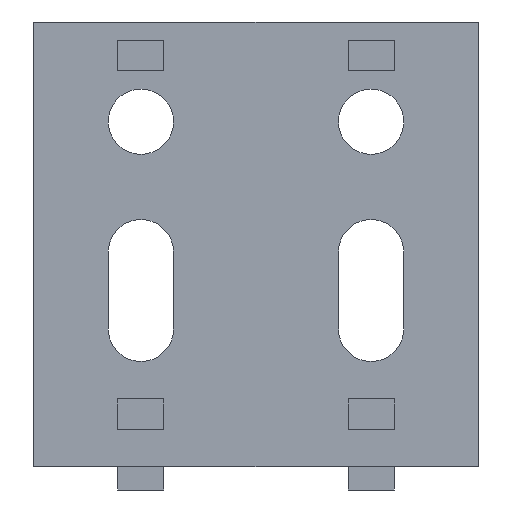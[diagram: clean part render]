
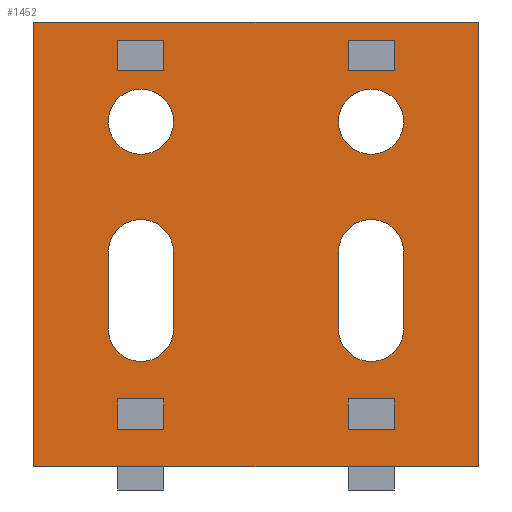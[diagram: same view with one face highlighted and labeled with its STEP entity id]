
A CAD part, left-side view. The second image highlights one B-rep face of the part: STEP entity #1452.
In plain terms, the highlighted planar face has unit normal (-1, 0, 0).
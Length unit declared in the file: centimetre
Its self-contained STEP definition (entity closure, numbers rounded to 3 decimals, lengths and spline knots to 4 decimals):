
#30=FACE_BOUND('',#243,.T.);
#31=FACE_BOUND('',#244,.T.);
#32=FACE_BOUND('',#245,.T.);
#33=FACE_BOUND('',#246,.T.);
#34=FACE_BOUND('',#247,.T.);
#35=FACE_BOUND('',#248,.T.);
#36=FACE_BOUND('',#249,.T.);
#37=FACE_BOUND('',#250,.T.);
#46=CIRCLE('',#1500,0.425);
#48=CIRCLE('',#1504,0.425);
#50=CIRCLE('',#1508,0.425);
#52=CIRCLE('',#1512,0.425);
#54=CIRCLE('',#1515,0.425);
#56=CIRCLE('',#1518,0.425);
#154=FACE_OUTER_BOUND('',#242,.T.);
#242=EDGE_LOOP('',(#1242,#1243,#1244,#1245));
#243=EDGE_LOOP('',(#1246,#1247,#1248,#1249));
#244=EDGE_LOOP('',(#1250,#1251,#1252,#1253));
#245=EDGE_LOOP('',(#1254,#1255,#1256,#1257));
#246=EDGE_LOOP('',(#1258,#1259,#1260,#1261));
#247=EDGE_LOOP('',(#1262,#1263,#1264,#1265));
#248=EDGE_LOOP('',(#1266,#1267,#1268,#1269));
#249=EDGE_LOOP('',(#1270));
#250=EDGE_LOOP('',(#1271));
#310=LINE('',#2034,#480);
#314=LINE('',#2042,#484);
#317=LINE('',#2048,#487);
#320=LINE('',#2053,#490);
#322=LINE('',#2059,#492);
#326=LINE('',#2067,#496);
#329=LINE('',#2073,#499);
#332=LINE('',#2078,#502);
#334=LINE('',#2084,#504);
#338=LINE('',#2092,#508);
#341=LINE('',#2098,#511);
#344=LINE('',#2103,#514);
#346=LINE('',#2109,#516);
#350=LINE('',#2117,#520);
#353=LINE('',#2123,#523);
#356=LINE('',#2128,#526);
#358=LINE('',#2134,#528);
#363=LINE('',#2148,#533);
#366=LINE('',#2158,#536);
#371=LINE('',#2172,#541);
#425=LINE('',#2320,#595);
#427=LINE('',#2324,#597);
#428=LINE('',#2326,#598);
#429=LINE('',#2327,#599);
#480=VECTOR('',#1650,1.);
#484=VECTOR('',#1656,1.);
#487=VECTOR('',#1661,1.);
#490=VECTOR('',#1666,1.);
#492=VECTOR('',#1672,1.);
#496=VECTOR('',#1678,1.);
#499=VECTOR('',#1683,1.);
#502=VECTOR('',#1688,1.);
#504=VECTOR('',#1694,1.);
#508=VECTOR('',#1700,1.);
#511=VECTOR('',#1705,1.);
#514=VECTOR('',#1710,1.);
#516=VECTOR('',#1716,1.);
#520=VECTOR('',#1722,1.);
#523=VECTOR('',#1727,1.);
#526=VECTOR('',#1732,1.);
#528=VECTOR('',#1738,1.);
#533=VECTOR('',#1751,1.);
#536=VECTOR('',#1762,1.);
#541=VECTOR('',#1775,1.);
#595=VECTOR('',#1915,1.);
#597=VECTOR('',#1919,1.);
#598=VECTOR('',#1920,1.);
#599=VECTOR('',#1921,1.);
#634=VERTEX_POINT('',#2032);
#635=VERTEX_POINT('',#2033);
#638=VERTEX_POINT('',#2041);
#640=VERTEX_POINT('',#2047);
#642=VERTEX_POINT('',#2057);
#643=VERTEX_POINT('',#2058);
#646=VERTEX_POINT('',#2066);
#648=VERTEX_POINT('',#2072);
#650=VERTEX_POINT('',#2082);
#651=VERTEX_POINT('',#2083);
#654=VERTEX_POINT('',#2091);
#656=VERTEX_POINT('',#2097);
#658=VERTEX_POINT('',#2107);
#659=VERTEX_POINT('',#2108);
#662=VERTEX_POINT('',#2116);
#664=VERTEX_POINT('',#2122);
#666=VERTEX_POINT('',#2132);
#667=VERTEX_POINT('',#2133);
#670=VERTEX_POINT('',#2141);
#672=VERTEX_POINT('',#2147);
#674=VERTEX_POINT('',#2156);
#675=VERTEX_POINT('',#2157);
#678=VERTEX_POINT('',#2165);
#680=VERTEX_POINT('',#2171);
#682=VERTEX_POINT('',#2180);
#684=VERTEX_POINT('',#2185);
#730=VERTEX_POINT('',#2317);
#731=VERTEX_POINT('',#2319);
#732=VERTEX_POINT('',#2323);
#733=VERTEX_POINT('',#2325);
#782=EDGE_CURVE('',#634,#635,#310,.T.);
#786=EDGE_CURVE('',#635,#638,#314,.T.);
#789=EDGE_CURVE('',#638,#640,#317,.T.);
#792=EDGE_CURVE('',#640,#634,#320,.T.);
#794=EDGE_CURVE('',#642,#643,#322,.T.);
#798=EDGE_CURVE('',#643,#646,#326,.T.);
#801=EDGE_CURVE('',#646,#648,#329,.T.);
#804=EDGE_CURVE('',#648,#642,#332,.T.);
#806=EDGE_CURVE('',#650,#651,#334,.T.);
#810=EDGE_CURVE('',#651,#654,#338,.T.);
#813=EDGE_CURVE('',#654,#656,#341,.T.);
#816=EDGE_CURVE('',#656,#650,#344,.T.);
#818=EDGE_CURVE('',#658,#659,#346,.T.);
#822=EDGE_CURVE('',#659,#662,#350,.T.);
#825=EDGE_CURVE('',#662,#664,#353,.T.);
#828=EDGE_CURVE('',#664,#658,#356,.T.);
#830=EDGE_CURVE('',#666,#667,#358,.T.);
#834=EDGE_CURVE('',#667,#670,#46,.T.);
#837=EDGE_CURVE('',#670,#672,#363,.T.);
#840=EDGE_CURVE('',#672,#666,#48,.T.);
#842=EDGE_CURVE('',#674,#675,#366,.T.);
#846=EDGE_CURVE('',#675,#678,#50,.T.);
#849=EDGE_CURVE('',#678,#680,#371,.T.);
#852=EDGE_CURVE('',#680,#674,#52,.T.);
#854=EDGE_CURVE('',#682,#682,#54,.T.);
#856=EDGE_CURVE('',#684,#684,#56,.T.);
#921=EDGE_CURVE('',#731,#730,#425,.T.);
#923=EDGE_CURVE('',#731,#732,#427,.T.);
#924=EDGE_CURVE('',#733,#730,#428,.T.);
#925=EDGE_CURVE('',#732,#733,#429,.T.);
#1242=ORIENTED_EDGE('',*,*,#923,.F.);
#1243=ORIENTED_EDGE('',*,*,#921,.T.);
#1244=ORIENTED_EDGE('',*,*,#924,.F.);
#1245=ORIENTED_EDGE('',*,*,#925,.F.);
#1246=ORIENTED_EDGE('',*,*,#782,.T.);
#1247=ORIENTED_EDGE('',*,*,#786,.T.);
#1248=ORIENTED_EDGE('',*,*,#789,.T.);
#1249=ORIENTED_EDGE('',*,*,#792,.T.);
#1250=ORIENTED_EDGE('',*,*,#794,.T.);
#1251=ORIENTED_EDGE('',*,*,#798,.T.);
#1252=ORIENTED_EDGE('',*,*,#801,.T.);
#1253=ORIENTED_EDGE('',*,*,#804,.T.);
#1254=ORIENTED_EDGE('',*,*,#806,.T.);
#1255=ORIENTED_EDGE('',*,*,#810,.T.);
#1256=ORIENTED_EDGE('',*,*,#813,.T.);
#1257=ORIENTED_EDGE('',*,*,#816,.T.);
#1258=ORIENTED_EDGE('',*,*,#818,.T.);
#1259=ORIENTED_EDGE('',*,*,#822,.T.);
#1260=ORIENTED_EDGE('',*,*,#825,.T.);
#1261=ORIENTED_EDGE('',*,*,#828,.T.);
#1262=ORIENTED_EDGE('',*,*,#830,.T.);
#1263=ORIENTED_EDGE('',*,*,#834,.T.);
#1264=ORIENTED_EDGE('',*,*,#837,.T.);
#1265=ORIENTED_EDGE('',*,*,#840,.T.);
#1266=ORIENTED_EDGE('',*,*,#842,.T.);
#1267=ORIENTED_EDGE('',*,*,#846,.T.);
#1268=ORIENTED_EDGE('',*,*,#849,.T.);
#1269=ORIENTED_EDGE('',*,*,#852,.T.);
#1270=ORIENTED_EDGE('',*,*,#854,.T.);
#1271=ORIENTED_EDGE('',*,*,#856,.T.);
#1376=PLANE('',#1554);
#1452=ADVANCED_FACE('',(#154,#30,#31,#32,#33,#34,#35,#36,#37),#1376,.T.);
#1500=AXIS2_PLACEMENT_3D('',#2142,#1744,#1745);
#1504=AXIS2_PLACEMENT_3D('',#2153,#1756,#1757);
#1508=AXIS2_PLACEMENT_3D('',#2166,#1768,#1769);
#1512=AXIS2_PLACEMENT_3D('',#2177,#1780,#1781);
#1515=AXIS2_PLACEMENT_3D('',#2181,#1786,#1787);
#1518=AXIS2_PLACEMENT_3D('',#2186,#1792,#1793);
#1554=AXIS2_PLACEMENT_3D('',#2322,#1917,#1918);
#1650=DIRECTION('',(0.,1.,0.));
#1656=DIRECTION('',(0.,0.,1.));
#1661=DIRECTION('',(0.,-1.,0.));
#1666=DIRECTION('',(0.,0.,-1.));
#1672=DIRECTION('',(0.,0.,1.));
#1678=DIRECTION('',(0.,-1.,0.));
#1683=DIRECTION('',(0.,0.,-1.));
#1688=DIRECTION('',(0.,1.,0.));
#1694=DIRECTION('',(0.,0.,1.));
#1700=DIRECTION('',(0.,-1.,0.));
#1705=DIRECTION('',(0.,0.,-1.));
#1710=DIRECTION('',(0.,1.,0.));
#1716=DIRECTION('',(0.,0.,1.));
#1722=DIRECTION('',(0.,-1.,0.));
#1727=DIRECTION('',(0.,0.,-1.));
#1732=DIRECTION('',(0.,1.,0.));
#1738=DIRECTION('',(0.,0.,1.));
#1744=DIRECTION('center_axis',(1.,0.,0.));
#1745=DIRECTION('ref_axis',(0.,1.,0.));
#1751=DIRECTION('',(0.,0.,-1.));
#1756=DIRECTION('center_axis',(1.,0.,0.));
#1757=DIRECTION('ref_axis',(0.,-1.,0.));
#1762=DIRECTION('',(0.,0.,1.));
#1768=DIRECTION('center_axis',(1.,0.,0.));
#1769=DIRECTION('ref_axis',(0.,1.,0.));
#1775=DIRECTION('',(0.,0.,-1.));
#1780=DIRECTION('center_axis',(1.,0.,0.));
#1781=DIRECTION('ref_axis',(0.,-1.,0.));
#1786=DIRECTION('center_axis',(1.,0.,0.));
#1787=DIRECTION('ref_axis',(0.,0.,-1.));
#1792=DIRECTION('center_axis',(1.,0.,0.));
#1793=DIRECTION('ref_axis',(0.,0.,-1.));
#1915=DIRECTION('',(0.,1.,0.));
#1917=DIRECTION('center_axis',(-1.,0.,0.));
#1918=DIRECTION('ref_axis',(0.,0.,1.));
#1919=DIRECTION('',(0.,0.,-1.));
#1920=DIRECTION('',(0.,0.,1.));
#1921=DIRECTION('',(0.,1.,0.));
#2032=CARTESIAN_POINT('',(0.,1.1,0.4875));
#2033=CARTESIAN_POINT('',(0.,1.7,0.4875));
#2034=CARTESIAN_POINT('',(0.,0.85,0.4875));
#2041=CARTESIAN_POINT('',(0.,1.7,0.8875));
#2042=CARTESIAN_POINT('',(0.,1.7,0.4438));
#2047=CARTESIAN_POINT('',(0.,1.1,0.8875));
#2048=CARTESIAN_POINT('',(0.,0.55,0.8875));
#2053=CARTESIAN_POINT('',(0.,1.1,0.2438));
#2057=CARTESIAN_POINT('',(0.,4.7,0.4875));
#2058=CARTESIAN_POINT('',(0.,4.7,0.8875));
#2059=CARTESIAN_POINT('',(0.,4.7,0.4438));
#2066=CARTESIAN_POINT('',(0.,4.1,0.8875));
#2067=CARTESIAN_POINT('',(0.,2.05,0.8875));
#2072=CARTESIAN_POINT('',(0.,4.1,0.4875));
#2073=CARTESIAN_POINT('',(0.,4.1,0.2438));
#2078=CARTESIAN_POINT('',(0.,2.35,0.4875));
#2082=CARTESIAN_POINT('',(0.,1.7,5.1625));
#2083=CARTESIAN_POINT('',(0.,1.7,5.5625));
#2084=CARTESIAN_POINT('',(0.,1.7,2.7813));
#2091=CARTESIAN_POINT('',(0.,1.1,5.5625));
#2092=CARTESIAN_POINT('',(0.,0.55,5.5625));
#2097=CARTESIAN_POINT('',(0.,1.1,5.1625));
#2098=CARTESIAN_POINT('',(0.,1.1,2.5813));
#2103=CARTESIAN_POINT('',(0.,0.85,5.1625));
#2107=CARTESIAN_POINT('',(0.,4.7,5.1625));
#2108=CARTESIAN_POINT('',(0.,4.7,5.5625));
#2109=CARTESIAN_POINT('',(0.,4.7,2.7813));
#2116=CARTESIAN_POINT('',(0.,4.1,5.5625));
#2117=CARTESIAN_POINT('',(0.,2.05,5.5625));
#2122=CARTESIAN_POINT('',(0.,4.1,5.1625));
#2123=CARTESIAN_POINT('',(0.,4.1,2.5813));
#2128=CARTESIAN_POINT('',(0.,2.35,5.1625));
#2132=CARTESIAN_POINT('',(0.,4.825,1.8));
#2133=CARTESIAN_POINT('',(0.,4.825,2.8));
#2134=CARTESIAN_POINT('',(0.,4.825,1.4));
#2141=CARTESIAN_POINT('',(0.,3.975,2.8));
#2142=CARTESIAN_POINT('Origin',(0.,4.4,2.8));
#2147=CARTESIAN_POINT('',(0.,3.975,1.8));
#2148=CARTESIAN_POINT('',(0.,3.975,0.9));
#2153=CARTESIAN_POINT('Origin',(0.,4.4,1.8));
#2156=CARTESIAN_POINT('',(0.,1.825,1.8));
#2157=CARTESIAN_POINT('',(0.,1.825,2.8));
#2158=CARTESIAN_POINT('',(0.,1.825,1.4));
#2165=CARTESIAN_POINT('',(0.,0.975,2.8));
#2166=CARTESIAN_POINT('Origin',(0.,1.4,2.8));
#2171=CARTESIAN_POINT('',(0.,0.975,1.8));
#2172=CARTESIAN_POINT('',(0.,0.975,0.9));
#2177=CARTESIAN_POINT('Origin',(0.,1.4,1.8));
#2180=CARTESIAN_POINT('',(0.,4.4,4.925));
#2181=CARTESIAN_POINT('Origin',(0.,4.4,4.5));
#2185=CARTESIAN_POINT('',(0.,1.4,4.925));
#2186=CARTESIAN_POINT('Origin',(0.,1.4,4.5));
#2317=CARTESIAN_POINT('',(0.,5.8,5.8));
#2319=CARTESIAN_POINT('',(0.,0.,5.8));
#2320=CARTESIAN_POINT('',(0.,0.,5.8));
#2322=CARTESIAN_POINT('Origin',(0.,0.,0.));
#2323=CARTESIAN_POINT('',(0.,0.,0.));
#2324=CARTESIAN_POINT('',(0.,0.,5.8));
#2325=CARTESIAN_POINT('',(0.,5.8,0.));
#2326=CARTESIAN_POINT('',(0.,5.8,5.8));
#2327=CARTESIAN_POINT('',(0.,0.,0.));
